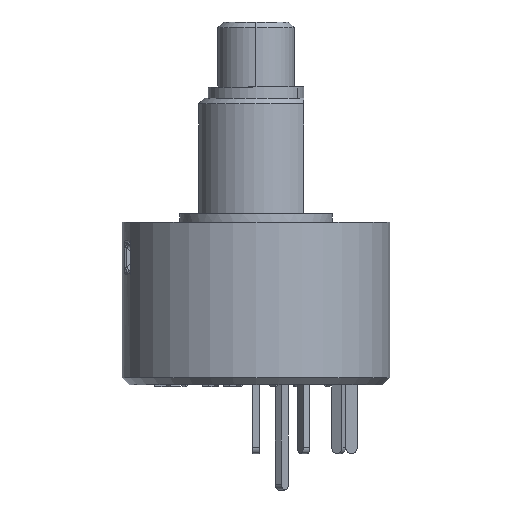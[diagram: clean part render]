
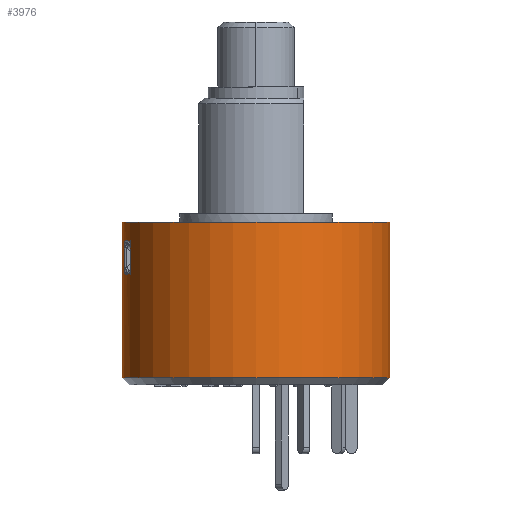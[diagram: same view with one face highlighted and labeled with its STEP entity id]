
A CAD part, left-side view. The second image highlights one B-rep face of the part: STEP entity #3976.
In plain terms, the highlighted cylindrical face has radius 7 mm (diameter 14 mm), a partial arc.
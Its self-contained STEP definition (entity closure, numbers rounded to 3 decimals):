
#51 = EDGE_CURVE ( 'NONE', #3041, #2768, #16035, .T. ) ;
#94 = CYLINDRICAL_SURFACE ( 'NONE', #6971, 7. ) ;
#496 = DIRECTION ( 'NONE',  ( 0., -1., 0. ) ) ;
#751 = DIRECTION ( 'NONE',  ( 0., 0., 1. ) ) ;
#1007 = EDGE_CURVE ( 'NONE', #12093, #1545, #3133, .T. ) ;
#1168 = LINE ( 'NONE', #13573, #15882 ) ;
#1545 = VERTEX_POINT ( 'NONE', #6297 ) ;
#1800 = CARTESIAN_POINT ( 'NONE',  ( -2.384, 6.581, -1.425 ) ) ;
#1873 = CARTESIAN_POINT ( 'NONE',  ( -2.007, 6.718, -1.406 ) ) ;
#1898 = ORIENTED_EDGE ( 'NONE', *, *, #15005, .T. ) ;
#2039 = CARTESIAN_POINT ( 'NONE',  ( -2.384, 6.581, -3.152 ) ) ;
#2768 = VERTEX_POINT ( 'NONE', #11940 ) ;
#2810 = CARTESIAN_POINT ( 'NONE',  ( -1.618, 6.813, -3.167 ) ) ;
#2977 = CARTESIAN_POINT ( 'NONE',  ( 0., 7., -0.45 ) ) ;
#2985 = AXIS2_PLACEMENT_3D ( 'NONE', #15135, #15003, #16445 ) ;
#3041 = VERTEX_POINT ( 'NONE', #10881 ) ;
#3054 = VERTEX_POINT ( 'NONE', #3980 ) ;
#3133 =( BOUNDED_CURVE ( )  B_SPLINE_CURVE ( 3, ( #14931, #16087, #1873, #1800 ),
 .UNSPECIFIED., .F., .T. ) 
 B_SPLINE_CURVE_WITH_KNOTS ( ( 4, 4 ),
 ( 3.056, 3.227 ),
 .UNSPECIFIED. ) 
 CURVE ( )  GEOMETRIC_REPRESENTATION_ITEM ( )  RATIONAL_B_SPLINE_CURVE ( ( 1., 0.998, 0.998, 1. ) ) 
 REPRESENTATION_ITEM ( '' )  );
#3893 = ORIENTED_EDGE ( 'NONE', *, *, #11118, .T. ) ;
#3976 = ADVANCED_FACE ( 'NONE', ( #10093, #13736 ), #94, .T. ) ;
#3980 = CARTESIAN_POINT ( 'NONE',  ( 0., -7., -0.45 ) ) ;
#4202 = CARTESIAN_POINT ( 'NONE',  ( -2.196, 6.65, -3.162 ) ) ;
#4266 = CARTESIAN_POINT ( 'NONE',  ( -1.226, 6.892, -1.425 ) ) ;
#4423 = ORIENTED_EDGE ( 'NONE', *, *, #15357, .F. ) ;
#4491 = LINE ( 'NONE', #15965, #14542 ) ;
#5131 = CARTESIAN_POINT ( 'NONE',  ( 0., 7., -8.574 ) ) ;
#5275 = VECTOR ( 'NONE', #5618, 1000. ) ;
#5420 = LINE ( 'NONE', #2977, #7210 ) ;
#5486 = LINE ( 'NONE', #17205, #5275 ) ;
#5618 = DIRECTION ( 'NONE',  ( 0., 0., -1. ) ) ;
#5671 = CARTESIAN_POINT ( 'NONE',  ( -2.005, 6.71, -3.167 ) ) ;
#5677 = CARTESIAN_POINT ( 'NONE',  ( -1.423, 6.857, -3.162 ) ) ;
#5942 = ORIENTED_EDGE ( 'NONE', *, *, #51, .T. ) ;
#6297 = CARTESIAN_POINT ( 'NONE',  ( -2.384, 6.581, -1.425 ) ) ;
#6504 = CARTESIAN_POINT ( 'NONE',  ( 0., 7., -0.45 ) ) ;
#6581 = VERTEX_POINT ( 'NONE', #14139 ) ;
#6971 = AXIS2_PLACEMENT_3D ( 'NONE', #15601, #8619, #7410 ) ;
#7189 = ORIENTED_EDGE ( 'NONE', *, *, #8075, .T. ) ;
#7210 = VECTOR ( 'NONE', #14419, 1000. ) ;
#7410 = DIRECTION ( 'NONE',  ( 0., 1., 0. ) ) ;
#8075 = EDGE_CURVE ( 'NONE', #2768, #12093, #1168, .T. ) ;
#8286 = CARTESIAN_POINT ( 'NONE',  ( -2.384, 6.581, -3.152 ) ) ;
#8330 = ORIENTED_EDGE ( 'NONE', *, *, #17451, .F. ) ;
#8344 = EDGE_LOOP ( 'NONE', ( #4423, #8330, #3893, #1898 ) ) ;
#8619 = DIRECTION ( 'NONE',  ( 0., 0., -1. ) ) ;
#9417 = ORIENTED_EDGE ( 'NONE', *, *, #1007, .T. ) ;
#10093 = FACE_OUTER_BOUND ( 'NONE', #8344, .T. ) ;
#10487 = EDGE_CURVE ( 'NONE', #1545, #12853, #5486, .T. ) ;
#10881 = CARTESIAN_POINT ( 'NONE',  ( -1.812, 6.761, -3.167 ) ) ;
#10882 = VERTEX_POINT ( 'NONE', #5131 ) ;
#11118 = EDGE_CURVE ( 'NONE', #12386, #10882, #5420, .T. ) ;
#11206 = CARTESIAN_POINT ( 'NONE',  ( -1.812, 6.761, -3.167 ) ) ;
#11685 = CIRCLE ( 'NONE', #2985, 7. ) ;
#11940 = CARTESIAN_POINT ( 'NONE',  ( -1.226, 6.892, -3.152 ) ) ;
#12053 = AXIS2_PLACEMENT_3D ( 'NONE', #13444, #13390, #496 ) ;
#12093 = VERTEX_POINT ( 'NONE', #4266 ) ;
#12386 = VERTEX_POINT ( 'NONE', #6504 ) ;
#12388 = EDGE_LOOP ( 'NONE', ( #13734, #5942, #7189, #9417, #16272 ) ) ;
#12853 = VERTEX_POINT ( 'NONE', #2039 ) ;
#13390 = DIRECTION ( 'NONE',  ( 0., 0., 1. ) ) ;
#13444 = CARTESIAN_POINT ( 'NONE',  ( 0., 0., -0.45 ) ) ;
#13573 = CARTESIAN_POINT ( 'NONE',  ( -1.226, 6.892, -0.45 ) ) ;
#13734 = ORIENTED_EDGE ( 'NONE', *, *, #18288, .T. ) ;
#13736 = FACE_BOUND ( 'NONE', #12388, .T. ) ;
#13987 = CIRCLE ( 'NONE', #12053, 7. ) ;
#14139 = CARTESIAN_POINT ( 'NONE',  ( 0., -7., -8.574 ) ) ;
#14192 = CARTESIAN_POINT ( 'NONE',  ( -1.226, 6.892, -3.152 ) ) ;
#14419 = DIRECTION ( 'NONE',  ( 0., 0., -1. ) ) ;
#14542 = VECTOR ( 'NONE', #17381, 1000. ) ;
#14931 = CARTESIAN_POINT ( 'NONE',  ( -1.226, 6.892, -1.425 ) ) ;
#15003 = DIRECTION ( 'NONE',  ( 0., 0., 1. ) ) ;
#15005 = EDGE_CURVE ( 'NONE', #10882, #6581, #11685, .T. ) ;
#15135 = CARTESIAN_POINT ( 'NONE',  ( 0., 0., -8.574 ) ) ;
#15166 =( BOUNDED_CURVE ( )  B_SPLINE_CURVE ( 3, ( #8286, #4202, #5671, #18450 ),
 .UNSPECIFIED., .F., .F. ) 
 B_SPLINE_CURVE_WITH_KNOTS ( ( 4, 4 ),
 ( 6.197, 6.283 ),
 .UNSPECIFIED. ) 
 CURVE ( )  GEOMETRIC_REPRESENTATION_ITEM ( )  RATIONAL_B_SPLINE_CURVE ( ( 1., 0.999, 0.999, 1. ) ) 
 REPRESENTATION_ITEM ( '' )  );
#15357 = EDGE_CURVE ( 'NONE', #3054, #6581, #4491, .T. ) ;
#15601 = CARTESIAN_POINT ( 'NONE',  ( 0., 0., -0.45 ) ) ;
#15882 = VECTOR ( 'NONE', #751, 1000. ) ;
#15965 = CARTESIAN_POINT ( 'NONE',  ( 0., -7., -0.45 ) ) ;
#16035 =( BOUNDED_CURVE ( )  B_SPLINE_CURVE ( 3, ( #11206, #2810, #5677, #14192 ),
 .UNSPECIFIED., .F., .F. ) 
 B_SPLINE_CURVE_WITH_KNOTS ( ( 4, 4 ),
 ( 0., 0.086 ),
 .UNSPECIFIED. ) 
 CURVE ( )  GEOMETRIC_REPRESENTATION_ITEM ( )  RATIONAL_B_SPLINE_CURVE ( ( 1., 0.999, 0.999, 1. ) ) 
 REPRESENTATION_ITEM ( '' )  );
#16087 = CARTESIAN_POINT ( 'NONE',  ( -1.62, 6.822, -1.406 ) ) ;
#16272 = ORIENTED_EDGE ( 'NONE', *, *, #10487, .T. ) ;
#16445 = DIRECTION ( 'NONE',  ( 0., -1., 0. ) ) ;
#17205 = CARTESIAN_POINT ( 'NONE',  ( -2.384, 6.581, -0.45 ) ) ;
#17381 = DIRECTION ( 'NONE',  ( 0., 0., -1. ) ) ;
#17451 = EDGE_CURVE ( 'NONE', #12386, #3054, #13987, .T. ) ;
#18288 = EDGE_CURVE ( 'NONE', #12853, #3041, #15166, .T. ) ;
#18450 = CARTESIAN_POINT ( 'NONE',  ( -1.812, 6.761, -3.167 ) ) ;
